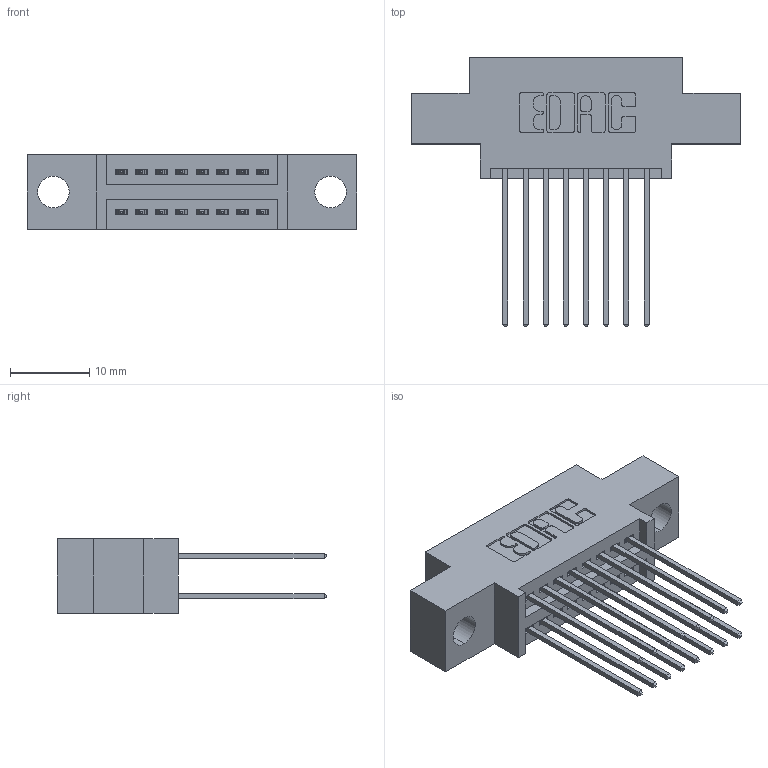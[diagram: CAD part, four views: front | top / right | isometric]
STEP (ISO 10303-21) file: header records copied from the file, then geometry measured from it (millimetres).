
FILE_DESCRIPTION (( 'STEP AP203' ), '1' );
FILE_NAME ('395-016-541-804.STEP', '2021-06-14T18:16:08', ( '' ), ( '' ), 'SwSTEP 2.0', 'SolidWorks 2020', '' );
FILE_SCHEMA (( 'CONFIG_CONTROL_DESIGN' ));
Length unit declared in the file: inch
Products named in the file (3): 345-292-001_345-293-141; 395-016-541-804; 345 Part_0.170 Offset - 0.156 Dia-TI
Assembly tree (17 placements, depth 2):
  395-016-541-804
    345 Part_0.170 Offset - 0.156 Dia-TI
    345-292-001_345-293-141  x16
Bounding box: 41.53 x 33.96 x 9.4 mm (x, y, z)
Volume: 3591 mm3; surface area: 5076.2 mm2
Topology: 17 solids, 17 shells, 944 faces, 2773 edges, 1826 vertices
Faces by surface type: plane 626, cylinder 318
Entity records: 11423 total; most frequent: CARTESIAN_POINT 1954, ORIENTED_EDGE 1886, DIRECTION 1763, EDGE_CURVE 943, VECTOR 779, LINE 779, VERTEX_POINT 626, AXIS2_PLACEMENT_3D 492
